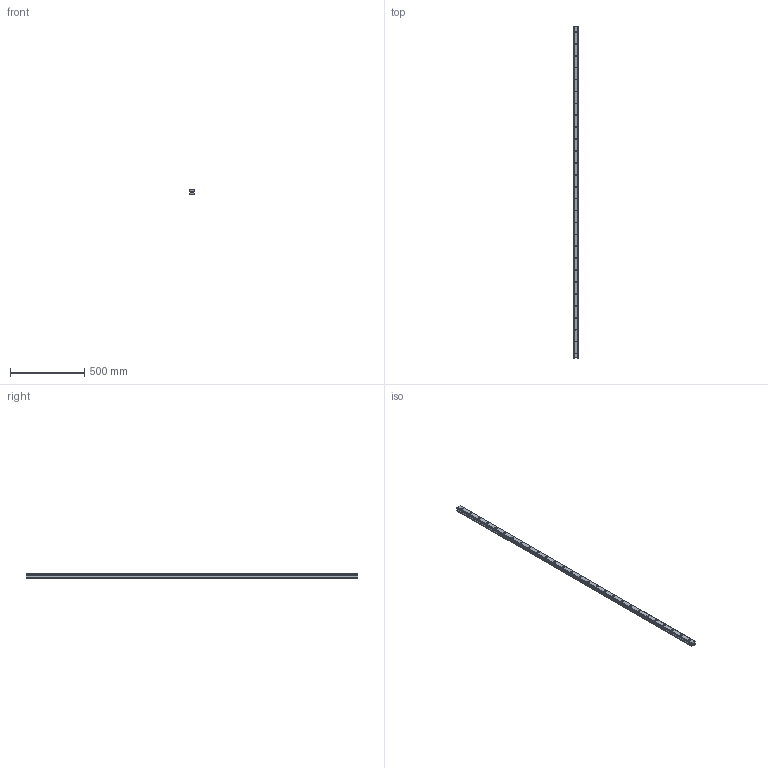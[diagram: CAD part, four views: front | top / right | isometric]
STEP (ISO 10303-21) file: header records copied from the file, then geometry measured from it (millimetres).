
FILE_DESCRIPTION(('STEP AP214'),'1');
FILE_NAME('cctmp_A56C38CC-05B6-41B6-933B-C6847DED7A46_2020_7_6_14_45_18_860..stp','2020-07-06T12:45:19',('HIWIN GmbH'),('CADClick - www.CADClick.com'),'Spatial InterOp 3D',' ','unknown authorization');
FILE_SCHEMA(('AUTOMOTIVE_DESIGN'));
Length unit declared in the file: millimetre
Products named in the file (1): HGR35R2230H_FILE
Bounding box: 34 x 2230 x 29 mm (x, y, z)
Volume: 1821982.7 mm3; surface area: 323527.3 mm2
Topology: 1 solids, 1 shells, 367 faces, 831 edges, 554 vertices
Faces by surface type: cylinder 190, plane 177
Entity records: 13385 total; most frequent: DIRECTION 1947, CARTESIAN_POINT 1753, ORIENTED_EDGE 1662, EDGE_CURVE 831, AXIS2_PLACEMENT_3D 748, VERTEX_POINT 554, EDGE_LOOP 455, LINE 451
